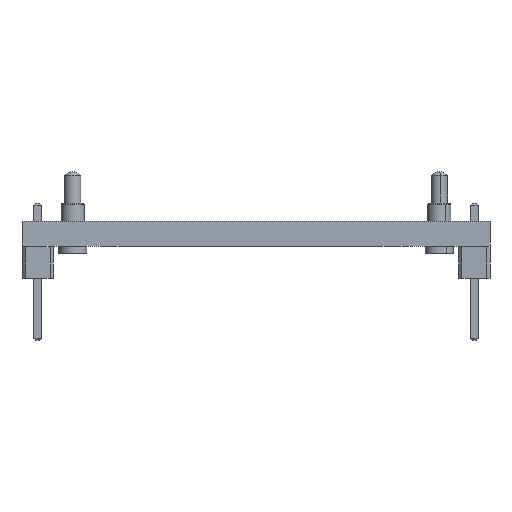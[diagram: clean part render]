
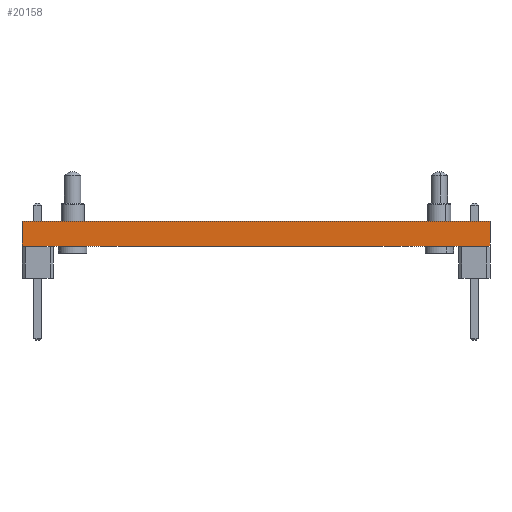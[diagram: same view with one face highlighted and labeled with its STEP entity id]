
A CAD part, front view. The second image highlights one B-rep face of the part: STEP entity #20158.
In plain terms, the highlighted planar face has unit normal (0, -1, 0).
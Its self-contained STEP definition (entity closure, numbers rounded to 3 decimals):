
#20158 = ADVANCED_FACE('',(#20159),#20173,.F.);
#20159 = FACE_BOUND('',#20160,.F.);
#20160 = EDGE_LOOP('',(#20161,#20196,#20224,#20252));
#20161 = ORIENTED_EDGE('',*,*,#20162,.T.);
#20162 = EDGE_CURVE('',#20163,#20165,#20167,.T.);
#20163 = VERTEX_POINT('',#20164);
#20164 = CARTESIAN_POINT('',(-15.,-15.,0.));
#20165 = VERTEX_POINT('',#20166);
#20166 = CARTESIAN_POINT('',(-15.,-15.,1.6));
#20167 = SURFACE_CURVE('',#20168,(#20172,#20184),.PCURVE_S1.);
#20168 = LINE('',#20169,#20170);
#20169 = CARTESIAN_POINT('',(-15.,-15.,0.));
#20170 = VECTOR('',#20171,1.);
#20171 = DIRECTION('',(0.,0.,1.));
#20172 = PCURVE('',#20173,#20178);
#20173 = PLANE('',#20174);
#20174 = AXIS2_PLACEMENT_3D('',#20175,#20176,#20177);
#20175 = CARTESIAN_POINT('',(-15.,-15.,0.));
#20176 = DIRECTION('',(0.,1.,0.));
#20177 = DIRECTION('',(1.,0.,0.));
#20178 = DEFINITIONAL_REPRESENTATION('',(#20179),#20183);
#20179 = LINE('',#20180,#20181);
#20180 = CARTESIAN_POINT('',(0.,0.));
#20181 = VECTOR('',#20182,1.);
#20182 = DIRECTION('',(0.,-1.));
#20183 = ( GEOMETRIC_REPRESENTATION_CONTEXT(2) 
PARAMETRIC_REPRESENTATION_CONTEXT() REPRESENTATION_CONTEXT('2D SPACE',''
  ) );
#20184 = PCURVE('',#20185,#20190);
#20185 = PLANE('',#20186);
#20186 = AXIS2_PLACEMENT_3D('',#20187,#20188,#20189);
#20187 = CARTESIAN_POINT('',(-15.,15.,0.));
#20188 = DIRECTION('',(1.,0.,-0.));
#20189 = DIRECTION('',(0.,-1.,0.));
#20190 = DEFINITIONAL_REPRESENTATION('',(#20191),#20195);
#20191 = LINE('',#20192,#20193);
#20192 = CARTESIAN_POINT('',(30.,0.));
#20193 = VECTOR('',#20194,1.);
#20194 = DIRECTION('',(0.,-1.));
#20195 = ( GEOMETRIC_REPRESENTATION_CONTEXT(2) 
PARAMETRIC_REPRESENTATION_CONTEXT() REPRESENTATION_CONTEXT('2D SPACE',''
  ) );
#20196 = ORIENTED_EDGE('',*,*,#20197,.T.);
#20197 = EDGE_CURVE('',#20165,#20198,#20200,.T.);
#20198 = VERTEX_POINT('',#20199);
#20199 = CARTESIAN_POINT('',(15.,-15.,1.6));
#20200 = SURFACE_CURVE('',#20201,(#20205,#20212),.PCURVE_S1.);
#20201 = LINE('',#20202,#20203);
#20202 = CARTESIAN_POINT('',(-15.,-15.,1.6));
#20203 = VECTOR('',#20204,1.);
#20204 = DIRECTION('',(1.,0.,0.));
#20205 = PCURVE('',#20173,#20206);
#20206 = DEFINITIONAL_REPRESENTATION('',(#20207),#20211);
#20207 = LINE('',#20208,#20209);
#20208 = CARTESIAN_POINT('',(0.,-1.6));
#20209 = VECTOR('',#20210,1.);
#20210 = DIRECTION('',(1.,0.));
#20211 = ( GEOMETRIC_REPRESENTATION_CONTEXT(2) 
PARAMETRIC_REPRESENTATION_CONTEXT() REPRESENTATION_CONTEXT('2D SPACE',''
  ) );
#20212 = PCURVE('',#20213,#20218);
#20213 = PLANE('',#20214);
#20214 = AXIS2_PLACEMENT_3D('',#20215,#20216,#20217);
#20215 = CARTESIAN_POINT('',(0.,0.,1.6));
#20216 = DIRECTION('',(0.,0.,1.));
#20217 = DIRECTION('',(1.,0.,-0.));
#20218 = DEFINITIONAL_REPRESENTATION('',(#20219),#20223);
#20219 = LINE('',#20220,#20221);
#20220 = CARTESIAN_POINT('',(-15.,-15.));
#20221 = VECTOR('',#20222,1.);
#20222 = DIRECTION('',(1.,0.));
#20223 = ( GEOMETRIC_REPRESENTATION_CONTEXT(2) 
PARAMETRIC_REPRESENTATION_CONTEXT() REPRESENTATION_CONTEXT('2D SPACE',''
  ) );
#20224 = ORIENTED_EDGE('',*,*,#20225,.F.);
#20225 = EDGE_CURVE('',#20226,#20198,#20228,.T.);
#20226 = VERTEX_POINT('',#20227);
#20227 = CARTESIAN_POINT('',(15.,-15.,0.));
#20228 = SURFACE_CURVE('',#20229,(#20233,#20240),.PCURVE_S1.);
#20229 = LINE('',#20230,#20231);
#20230 = CARTESIAN_POINT('',(15.,-15.,0.));
#20231 = VECTOR('',#20232,1.);
#20232 = DIRECTION('',(0.,0.,1.));
#20233 = PCURVE('',#20173,#20234);
#20234 = DEFINITIONAL_REPRESENTATION('',(#20235),#20239);
#20235 = LINE('',#20236,#20237);
#20236 = CARTESIAN_POINT('',(30.,0.));
#20237 = VECTOR('',#20238,1.);
#20238 = DIRECTION('',(0.,-1.));
#20239 = ( GEOMETRIC_REPRESENTATION_CONTEXT(2) 
PARAMETRIC_REPRESENTATION_CONTEXT() REPRESENTATION_CONTEXT('2D SPACE',''
  ) );
#20240 = PCURVE('',#20241,#20246);
#20241 = PLANE('',#20242);
#20242 = AXIS2_PLACEMENT_3D('',#20243,#20244,#20245);
#20243 = CARTESIAN_POINT('',(15.,-15.,0.));
#20244 = DIRECTION('',(-1.,0.,0.));
#20245 = DIRECTION('',(0.,1.,0.));
#20246 = DEFINITIONAL_REPRESENTATION('',(#20247),#20251);
#20247 = LINE('',#20248,#20249);
#20248 = CARTESIAN_POINT('',(0.,0.));
#20249 = VECTOR('',#20250,1.);
#20250 = DIRECTION('',(0.,-1.));
#20251 = ( GEOMETRIC_REPRESENTATION_CONTEXT(2) 
PARAMETRIC_REPRESENTATION_CONTEXT() REPRESENTATION_CONTEXT('2D SPACE',''
  ) );
#20252 = ORIENTED_EDGE('',*,*,#20253,.F.);
#20253 = EDGE_CURVE('',#20163,#20226,#20254,.T.);
#20254 = SURFACE_CURVE('',#20255,(#20259,#20266),.PCURVE_S1.);
#20255 = LINE('',#20256,#20257);
#20256 = CARTESIAN_POINT('',(-15.,-15.,0.));
#20257 = VECTOR('',#20258,1.);
#20258 = DIRECTION('',(1.,0.,0.));
#20259 = PCURVE('',#20173,#20260);
#20260 = DEFINITIONAL_REPRESENTATION('',(#20261),#20265);
#20261 = LINE('',#20262,#20263);
#20262 = CARTESIAN_POINT('',(0.,0.));
#20263 = VECTOR('',#20264,1.);
#20264 = DIRECTION('',(1.,0.));
#20265 = ( GEOMETRIC_REPRESENTATION_CONTEXT(2) 
PARAMETRIC_REPRESENTATION_CONTEXT() REPRESENTATION_CONTEXT('2D SPACE',''
  ) );
#20266 = PCURVE('',#20267,#20272);
#20267 = PLANE('',#20268);
#20268 = AXIS2_PLACEMENT_3D('',#20269,#20270,#20271);
#20269 = CARTESIAN_POINT('',(0.,0.,0.));
#20270 = DIRECTION('',(0.,0.,1.));
#20271 = DIRECTION('',(1.,0.,-0.));
#20272 = DEFINITIONAL_REPRESENTATION('',(#20273),#20277);
#20273 = LINE('',#20274,#20275);
#20274 = CARTESIAN_POINT('',(-15.,-15.));
#20275 = VECTOR('',#20276,1.);
#20276 = DIRECTION('',(1.,0.));
#20277 = ( GEOMETRIC_REPRESENTATION_CONTEXT(2) 
PARAMETRIC_REPRESENTATION_CONTEXT() REPRESENTATION_CONTEXT('2D SPACE',''
  ) );
